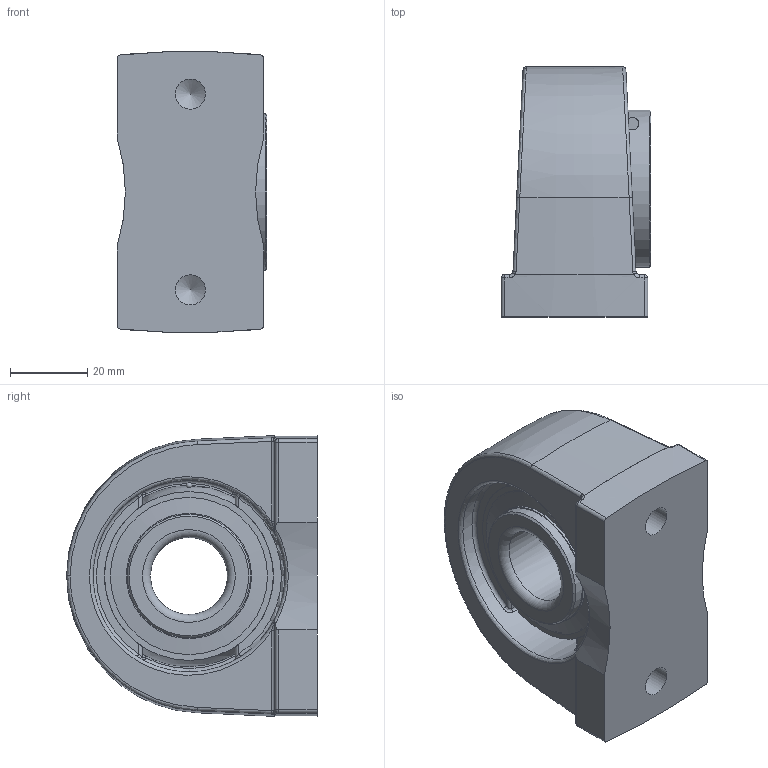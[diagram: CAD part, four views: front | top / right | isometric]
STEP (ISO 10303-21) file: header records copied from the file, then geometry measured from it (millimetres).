
FILE_DESCRIPTION(/* description */ ('Alibre Inc.'),/* implementation_level */ '2;1');
FILE_NAME(/* name */ 'export-4B120F2B-1800-4CE7-BA66-9D5B9D9EF1A5',/* time_stamp */ '2020-05-18T11:33:30-07:00',/* author */ (''),/* organization */ (''),/* preprocessor_version */ 'ST-DEVELOPER v17',/* originating_system */ 'Alibre',/* authorisation */ '');
FILE_SCHEMA (('CONFIG_CONTROL_DESIGN'));
Length unit declared in the file: inch
Bounding box: 38.8 x 65 x 72.85 mm (x, y, z)
Volume: 96537.9 mm3; surface area: 37407.4 mm2
Topology: 15 solids, 15 shells, 232 faces, 588 edges, 365 vertices
Faces by surface type: cylinder 62, plane 62, cone 32, torus 28, bspline 25, sphere 23
Full cylindrical faces by diameter (mm): 3.242 x2, 4 x1, 7 x1, 7.798 x2, 20 x1, 32 x4, 32.508 x2, 40 x2, 40.792 x2, 49.784 x2, 54.25 x1
Entity records: 10751 total; most frequent: CARTESIAN_POINT 5311, ORIENTED_EDGE 1006, DIRECTION 817, EDGE_CURVE 503, AXIS2_PLACEMENT_3D 372, VERTEX_POINT 341, FACE_BOUND 286, EDGE_LOOP 276
